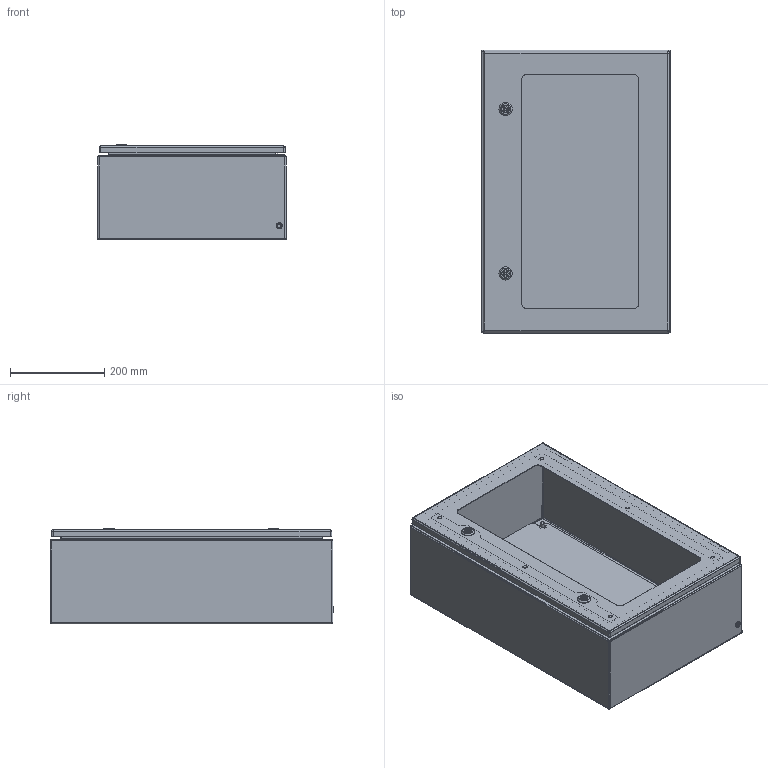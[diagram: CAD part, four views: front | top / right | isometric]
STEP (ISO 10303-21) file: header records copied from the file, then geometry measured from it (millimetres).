
FILE_DESCRIPTION(/* description */ (''),/* implementation_level */ '2;1');
FILE_NAME(/* name */ 'INX604020.stp',/* time_stamp */ '2018-04-10T09:45:09+02:00',/* author */ (''),/* organization */ (''),/* preprocessor_version */ 'ST-DEVELOPER v15',/* originating_system */ 'SIEMENS PLM Software NX 9.0',/* authorisation */ '');
FILE_SCHEMA (('CONFIG_CONTROL_DESIGN'));
Length unit declared in the file: millimetre
Products named in the file (13): 995.P048_011744; X6X67152_1_REFUERZO_A=600624; TUERCA_M6_ESTRIADA412; TUERCA_CIERRE977; X6X67152_REFUERZO_A=6001189; Puerta_600X400_RF1566; JUNTA_SILICONA_60601731; PL6040_stp; 92695_1_TUERCA_REM_CERRADA_6X221896; Cuerpo_604020_cod_660632414; CIERRE_INOX1354; PUERTA3_INOX247; INX604020_stp
Assembly tree (19 placements, depth 4):
  INX604020_stp
    Cuerpo_604020_cod_660632414
    92695_1_TUERCA_REM_CERRADA_6X221896
    PUERTA3_INOX247
      JUNTA_SILICONA_60601731
      Puerta_600X400_RF1566
      CIERRE_INOX1354  x2
        995.P048_011744
      X6X67152_REFUERZO_A=6001189
      TUERCA_CIERRE977  x2
      TUERCA_M6_ESTRIADA412  x6
      X6X67152_1_REFUERZO_A=600624
    PL6040_stp
Bounding box: 400 x 601.65 x 203.5 mm (x, y, z)
Volume: 1689624.1 mm3; surface area: 2221767.6 mm2
Topology: 24 solids, 24 shells, 1297 faces, 3205 edges, 1987 vertices
Faces by surface type: plane 630, cylinder 517, bspline 57, cone 35, torus 32, sphere 26
Full cylindrical faces by diameter (mm): 3.3 x8, 5 x2, 5.2 x19, 5.25 x21, 5.85 x2, 6 x7, 6.5 x5, 6.8 x2, 7 x2, 7.4 x1, 8 x4, 8.4 x4, 8.5 x3, 8.9 x1, 9 x5, 9.5 x2, 10 x2, 12.9 x1, 16.25 x4, 17 x4, 19.3 x2, 20.25 x2
Entity records: 28622 total; most frequent: CARTESIAN_POINT 5932, ORIENTED_EDGE 4370, DIRECTION 4368, EDGE_CURVE 2185, AXIS2_PLACEMENT_3D 1629, VERTEX_POINT 1370, LINE 1110, VECTOR 1110
